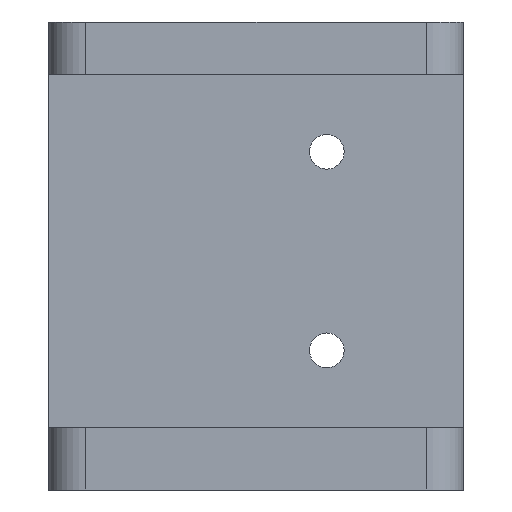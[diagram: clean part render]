
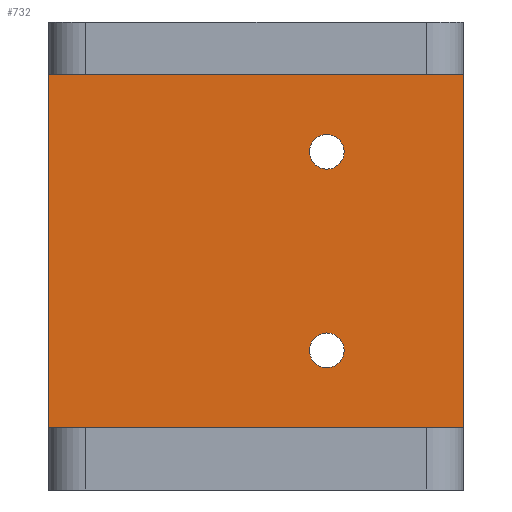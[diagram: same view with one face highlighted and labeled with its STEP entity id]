
A CAD part, left-side view. The second image highlights one B-rep face of the part: STEP entity #732.
In plain terms, the highlighted planar face has unit normal (-1, 0, 0).
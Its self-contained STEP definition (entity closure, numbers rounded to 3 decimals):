
#91=CIRCLE('',#837,1.4);
#92=CIRCLE('',#838,1.4);
#211=ORIENTED_EDGE('',*,*,#337,.T.);
#212=ORIENTED_EDGE('',*,*,#338,.T.);
#213=ORIENTED_EDGE('',*,*,#325,.F.);
#214=ORIENTED_EDGE('',*,*,#339,.T.);
#215=ORIENTED_EDGE('',*,*,#316,.T.);
#216=ORIENTED_EDGE('',*,*,#269,.T.);
#269=EDGE_CURVE('',#353,#354,#423,.T.);
#316=EDGE_CURVE('',#392,#353,#436,.T.);
#325=EDGE_CURVE('',#406,#354,#443,.T.);
#337=EDGE_CURVE('',#413,#413,#91,.T.);
#338=EDGE_CURVE('',#414,#414,#92,.T.);
#339=EDGE_CURVE('',#406,#392,#447,.T.);
#353=VERTEX_POINT('',#1093);
#354=VERTEX_POINT('',#1094);
#392=VERTEX_POINT('',#1194);
#406=VERTEX_POINT('',#1226);
#413=VERTEX_POINT('',#1252);
#414=VERTEX_POINT('',#1254);
#423=LINE('',#1092,#453);
#436=LINE('',#1208,#466);
#443=LINE('',#1227,#473);
#447=LINE('',#1255,#477);
#453=VECTOR('',#864,1000.);
#466=VECTOR('',#991,1000.);
#473=VECTOR('',#1006,1000.);
#477=VECTOR('',#1042,1000.);
#559=EDGE_LOOP('',(#211));
#560=EDGE_LOOP('',(#212));
#561=EDGE_LOOP('',(#213,#214,#215,#216));
#659=FACE_BOUND('',#559,.T.);
#660=FACE_BOUND('',#560,.T.);
#661=FACE_BOUND('',#561,.T.);
#697=PLANE('',#836);
#732=ADVANCED_FACE('',(#659,#660,#661),#697,.F.);
#836=AXIS2_PLACEMENT_3D('',#1250,#1036,#1037);
#837=AXIS2_PLACEMENT_3D('',#1251,#1038,#1039);
#838=AXIS2_PLACEMENT_3D('',#1253,#1040,#1041);
#864=DIRECTION('',(0.,-1.,0.));
#991=DIRECTION('',(0.,0.,-1.));
#1006=DIRECTION('',(0.,0.,-1.));
#1036=DIRECTION('',(1.,0.,0.));
#1037=DIRECTION('',(0.,1.,0.));
#1038=DIRECTION('',(1.,0.,0.));
#1039=DIRECTION('',(0.,1.,0.));
#1040=DIRECTION('',(1.,0.,0.));
#1041=DIRECTION('',(0.,1.,0.));
#1042=DIRECTION('',(0.,1.,0.));
#1092=CARTESIAN_POINT('',(35.25,16.7,5.));
#1093=CARTESIAN_POINT('',(35.25,16.7,5.));
#1094=CARTESIAN_POINT('',(35.25,-16.7,5.));
#1194=CARTESIAN_POINT('',(35.25,16.7,33.5));
#1208=CARTESIAN_POINT('',(35.25,16.7,37.7));
#1226=CARTESIAN_POINT('',(35.25,-16.7,33.5));
#1227=CARTESIAN_POINT('',(35.25,-16.7,37.7));
#1250=CARTESIAN_POINT('',(35.25,16.7,37.7));
#1251=CARTESIAN_POINT('',(35.25,-5.7,27.25));
#1252=CARTESIAN_POINT('',(35.25,-4.3,27.25));
#1253=CARTESIAN_POINT('',(35.25,-5.7,11.25));
#1254=CARTESIAN_POINT('',(35.25,-4.3,11.25));
#1255=CARTESIAN_POINT('',(35.25,-16.7,33.5));
